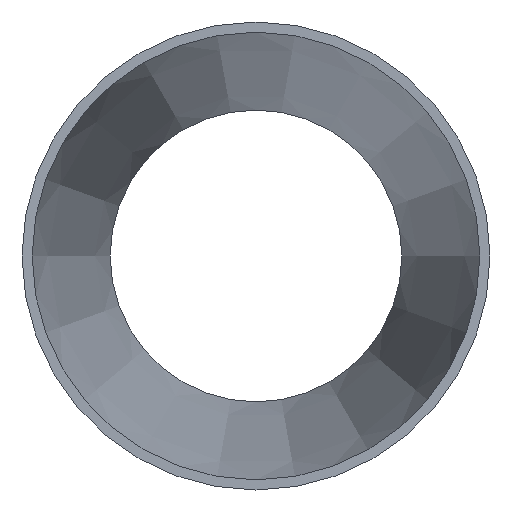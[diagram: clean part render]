
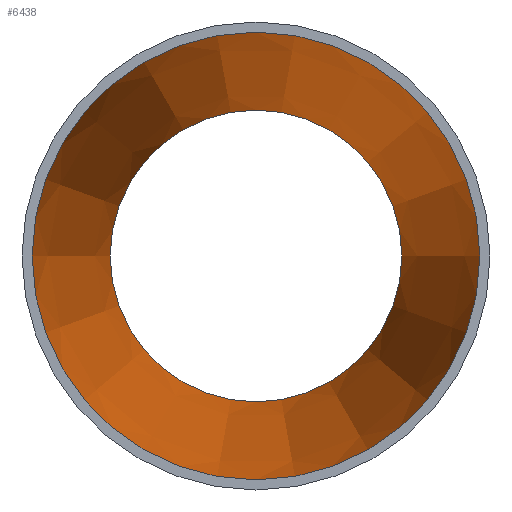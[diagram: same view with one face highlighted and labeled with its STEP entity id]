
A CAD part, left-side view. The second image highlights one B-rep face of the part: STEP entity #6438.
In plain terms, the highlighted conical face has half-angle 7.125 degrees and reference radius 30.099 mm.
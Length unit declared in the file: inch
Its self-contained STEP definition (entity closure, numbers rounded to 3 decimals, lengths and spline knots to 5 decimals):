
#75=FACE_BOUND('',#1132,.T.);
#749=FACE_OUTER_BOUND('',#1131,.T.);
#1131=EDGE_LOOP('',(#6014));
#1132=EDGE_LOOP('',(#6015));
#2508=CIRCLE('',#6751,1.435);
#2509=CIRCLE('',#6752,0.935);
#3150=VERTEX_POINT('',#14509);
#3151=VERTEX_POINT('',#14511);
#4109=EDGE_CURVE('',#3150,#3150,#2508,.T.);
#4110=EDGE_CURVE('',#3151,#3151,#2509,.T.);
#6014=ORIENTED_EDGE('',*,*,#4109,.T.);
#6015=ORIENTED_EDGE('',*,*,#4110,.T.);
#6062=CONICAL_SURFACE('',#6750,1.185,7.125);
#6438=ADVANCED_FACE('',(#749,#75),#6062,.F.);
#6750=AXIS2_PLACEMENT_3D('',#14508,#7805,#7806);
#6751=AXIS2_PLACEMENT_3D('',#14510,#7807,#7808);
#6752=AXIS2_PLACEMENT_3D('',#14512,#7809,#7810);
#7805=DIRECTION('center_axis',(-1.,0.,0.));
#7806=DIRECTION('ref_axis',(0.,-1.,0.));
#7807=DIRECTION('center_axis',(-1.,0.,0.));
#7808=DIRECTION('ref_axis',(0.,0.,
1.));
#7809=DIRECTION('center_axis',(1.,0.,0.));
#7810=DIRECTION('ref_axis',(0.,0.,
-1.));
#14508=CARTESIAN_POINT('Origin',(2.,0.,0.));
#14509=CARTESIAN_POINT('',(0.,0.,-1.435));
#14510=CARTESIAN_POINT('Origin',(0.,0.,0.));
#14511=CARTESIAN_POINT('',(4.,-0.935,0.));
#14512=CARTESIAN_POINT('Origin',(4.,0.,0.));
